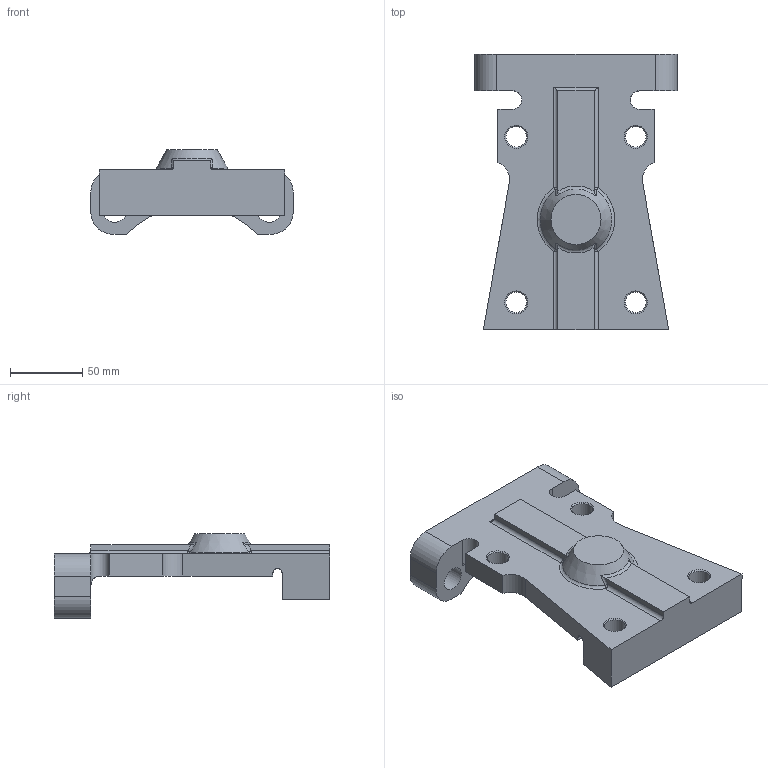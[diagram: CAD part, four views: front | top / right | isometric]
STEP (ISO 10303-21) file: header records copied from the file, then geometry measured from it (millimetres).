
FILE_DESCRIPTION(/* description */ (''),/* implementation_level */ '2;1');
FILE_NAME(/* name */ 'TCG04000043180_A.stp',/* time_stamp */ '2012-06-14T21:36:49-04:00',/* author */ (''),/* organization */ (''),/* preprocessor_version */ 'ST-DEVELOPER v11',/* originating_system */ 'SIEMENS PLM Software NX 7.5',/* authorisation */ '');
FILE_SCHEMA (('AUTOMOTIVE_DESIGN { 1 0 10303 214 1 1 1 1 }'));
Length unit declared in the file: inch
Products named in the file (1): TCG04000043180_A
Bounding box: 139.7 x 190.5 x 58.42 mm (x, y, z)
Volume: 458812.5 mm3; surface area: 73670 mm2
Topology: 1 solids, 1 shells, 70 faces, 191 edges, 119 vertices
Faces by surface type: plane 26, cylinder 23, cone 9, torus 4, bspline 4, sphere 4
Full cylindrical faces by diameter (mm): 14.287 x4, 16.67 x2, 25.4 x1
Entity records: 2220 total; most frequent: CARTESIAN_POINT 486, DIRECTION 350, ORIENTED_EDGE 328, EDGE_CURVE 164, AXIS2_PLACEMENT_3D 135, VERTEX_POINT 113, EDGE_LOOP 98, LINE 80
